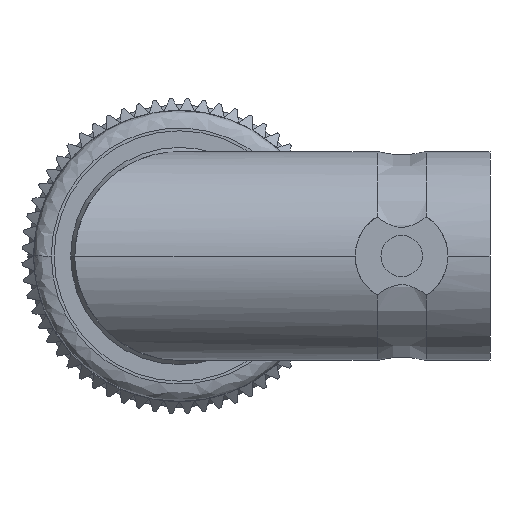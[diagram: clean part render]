
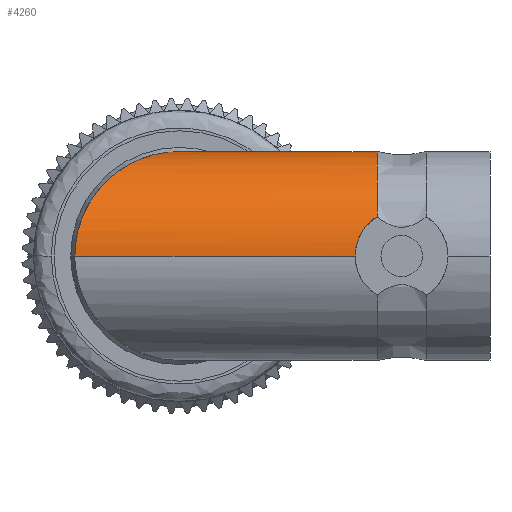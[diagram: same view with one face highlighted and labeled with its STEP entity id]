
A CAD part, left-side view. The second image highlights one B-rep face of the part: STEP entity #4260.
In plain terms, the highlighted cylindrical face has radius 4.801 mm (diameter 9.601 mm), a partial arc.
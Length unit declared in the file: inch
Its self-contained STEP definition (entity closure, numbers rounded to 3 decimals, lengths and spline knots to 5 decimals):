
#288 = LINE ( 'NONE', #12065, #8734 ) ;
#430 =( BOUNDED_CURVE ( )  B_SPLINE_CURVE ( 3, ( #9118, #6656, #3006, #9169 ),
 .UNSPECIFIED., .F., .F. ) 
 B_SPLINE_CURVE_WITH_KNOTS ( ( 4, 4 ),
 ( 1.5708, 3.14159 ),
 .UNSPECIFIED. ) 
 CURVE ( )  GEOMETRIC_REPRESENTATION_ITEM ( )  RATIONAL_B_SPLINE_CURVE ( ( 1., 0.805, 0.805, 1. ) ) 
 REPRESENTATION_ITEM ( '' )  );
#959 = ORIENTED_EDGE ( 'NONE', *, *, #1899, .F. ) ;
#987 = ORIENTED_EDGE ( 'NONE', *, *, #14852, .T. ) ;
#1000 = CARTESIAN_POINT ( 'NONE',  ( -0.189, 1.54623, 0. ) ) ;
#1159 = VERTEX_POINT ( 'NONE', #8105 ) ;
#1183 = CARTESIAN_POINT ( 'NONE',  ( -0.1871, -0.32285, 0.02757 ) ) ;
#1685 = CARTESIAN_POINT ( 'NONE',  ( 0.189, 1.54623, 0. ) ) ;
#1806 = CARTESIAN_POINT ( 'NONE',  ( 0.1886, -0.31939, 0.01404 ) ) ;
#1843 = ORIENTED_EDGE ( 'NONE', *, *, #8211, .T. ) ;
#1862 = FACE_OUTER_BOUND ( 'NONE', #7066, .T. ) ;
#1899 = EDGE_CURVE ( 'NONE', #7889, #2225, #11100, .T. ) ;
#2039 = CARTESIAN_POINT ( 'NONE',  ( -0.11071, 0.11071, 0.189 ) ) ;
#2199 = DIRECTION ( 'NONE',  ( 0., 1., 0. ) ) ;
#2225 = VERTEX_POINT ( 'NONE', #6750 ) ;
#2441 = CARTESIAN_POINT ( 'NONE',  ( -0.18337, -0.33202, 0.04621 ) ) ;
#2600 = CARTESIAN_POINT ( 'NONE',  ( -0.189, 0.189, 0. ) ) ;
#2647 = CARTESIAN_POINT ( 'NONE',  ( 0., 1.54623, 0. ) ) ;
#2651 = AXIS2_PLACEMENT_3D ( 'NONE', #14926, #10143, #11346 ) ;
#2669 = EDGE_CURVE ( 'NONE', #6924, #10560, #10001, .T. ) ;
#2747 = DIRECTION ( 'NONE',  ( 0., 1., 0. ) ) ;
#2990 = ORIENTED_EDGE ( 'NONE', *, *, #6415, .F. ) ;
#3006 = CARTESIAN_POINT ( 'NONE',  ( 0.189, -0.189, 0.11071 ) ) ;
#3257 = CARTESIAN_POINT ( 'NONE',  ( -0.189, 0.189, 0.11071 ) ) ;
#3490 = ORIENTED_EDGE ( 'NONE', *, *, #15525, .T. ) ;
#3663 = AXIS2_PLACEMENT_3D ( 'NONE', #2647, #2747, #11497 ) ;
#4260 = ADVANCED_FACE ( 'NONE', ( #1862 ), #4858, .T. ) ;
#4505 = DIRECTION ( 'NONE',  ( 0., -1., 0. ) ) ;
#4858 = CYLINDRICAL_SURFACE ( 'NONE', #3663, 0.189 ) ;
#5049 = CARTESIAN_POINT ( 'NONE',  ( -0.1755, -0.35629, 0.07015 ) ) ;
#5403 = DIRECTION ( 'NONE',  ( 0., 1., 0. ) ) ;
#5699 = CARTESIAN_POINT ( 'NONE',  ( 0.18599, -0.32545, 0.03414 ) ) ;
#5874 = EDGE_CURVE ( 'NONE', #15695, #12803, #288, .T. ) ;
#6209 = CARTESIAN_POINT ( 'NONE',  ( -0.189, -0.3185, 0.0071 ) ) ;
#6415 = EDGE_CURVE ( 'NONE', #14172, #7889, #9724, .T. ) ;
#6656 = CARTESIAN_POINT ( 'NONE',  ( 0.11071, -0.11071, 0.189 ) ) ;
#6750 = CARTESIAN_POINT ( 'NONE',  ( 0., 0., 0.189 ) ) ;
#6822 = EDGE_CURVE ( 'NONE', #2225, #1159, #430, .T. ) ;
#6924 = VERTEX_POINT ( 'NONE', #9387 ) ;
#7061 = VECTOR ( 'NONE', #5403, 39.37008 ) ;
#7066 = EDGE_LOOP ( 'NONE', ( #2990, #15916, #12391, #3490, #12580, #1843, #987, #9583, #959 ) ) ;
#7800 = CIRCLE ( 'NONE', #2651, 0.189 ) ;
#7846 = CARTESIAN_POINT ( 'NONE',  ( -0.1755, -0.35629, 0.07015 ) ) ;
#7872 = EDGE_CURVE ( 'NONE', #14172, #15695, #11124, .T. ) ;
#7889 = VERTEX_POINT ( 'NONE', #2600 ) ;
#8105 = CARTESIAN_POINT ( 'NONE',  ( 0.189, -0.189, 0. ) ) ;
#8121 = CARTESIAN_POINT ( 'NONE',  ( 0.1871, -0.32286, 0.02762 ) ) ;
#8211 = EDGE_CURVE ( 'NONE', #10560, #12923, #12298, .T. ) ;
#8224 = CARTESIAN_POINT ( 'NONE',  ( 0.1755, -0.35629, 0.07015 ) ) ;
#8718 = CARTESIAN_POINT ( 'NONE',  ( -0.186, -0.32544, 0.03413 ) ) ;
#8734 = VECTOR ( 'NONE', #4505, 39.37008 ) ;
#8769 = CARTESIAN_POINT ( 'NONE',  ( -0.17702, -0.35051, 0.06634 ) ) ;
#8987 = LINE ( 'NONE', #1685, #7061 ) ;
#9118 = CARTESIAN_POINT ( 'NONE',  ( 0., 0., 0.189 ) ) ;
#9169 = CARTESIAN_POINT ( 'NONE',  ( 0.189, -0.189, 0. ) ) ;
#9191 = VECTOR ( 'NONE', #10231, 39.37008 ) ;
#9387 = CARTESIAN_POINT ( 'NONE',  ( 0.1755, -0.35811, 0.07015 ) ) ;
#9472 = CARTESIAN_POINT ( 'NONE',  ( -0.189, 0.189, 0. ) ) ;
#9479 = CARTESIAN_POINT ( 'NONE',  ( 0.17702, -0.35051, 0.06634 ) ) ;
#9583 = ORIENTED_EDGE ( 'NONE', *, *, #6822, .F. ) ;
#9588 = CARTESIAN_POINT ( 'NONE',  ( 0.189, -0.3185, 0. ) ) ;
#9724 = LINE ( 'NONE', #1000, #11277 ) ;
#9983 = CARTESIAN_POINT ( 'NONE',  ( -0.1886, -0.31939, 0.01403 ) ) ;
#10001 = LINE ( 'NONE', #14025, #9191 ) ;
#10143 = DIRECTION ( 'NONE',  ( 0., 1., 0. ) ) ;
#10231 = DIRECTION ( 'NONE',  ( 0., 1., 0. ) ) ;
#10360 = CARTESIAN_POINT ( 'NONE',  ( 0.1755, -0.35629, 0.07015 ) ) ;
#10560 = VERTEX_POINT ( 'NONE', #10360 ) ;
#10634 = CARTESIAN_POINT ( 'NONE',  ( 0.189, -0.3185, 0.0071 ) ) ;
#10692 = CARTESIAN_POINT ( 'NONE',  ( 0.18182, -0.33608, 0.05187 ) ) ;
#11100 =( BOUNDED_CURVE ( )  B_SPLINE_CURVE ( 3, ( #9472, #3257, #2039, #12109 ),
 .UNSPECIFIED., .F., .F. ) 
 B_SPLINE_CURVE_WITH_KNOTS ( ( 4, 4 ),
 ( 0., 1.5708 ),
 .UNSPECIFIED. ) 
 CURVE ( )  GEOMETRIC_REPRESENTATION_ITEM ( )  RATIONAL_B_SPLINE_CURVE ( ( 1., 0.805, 0.805, 1. ) ) 
 REPRESENTATION_ITEM ( '' )  );
#11124 = B_SPLINE_CURVE_WITH_KNOTS ( 'NONE', 3,
 ( #12457, #6209, #9983, #1183, #8718, #2441, #11283, #11232, #8769, #5049 ),
 .UNSPECIFIED., .F., .F.,
 ( 4, 2, 2, 2, 4 ),
 ( 0.00213, 0.00266, 0.0032, 0.00373, 0.00426 ),
 .UNSPECIFIED. ) ;
#11232 = CARTESIAN_POINT ( 'NONE',  ( -0.17865, -0.34533, 0.06192 ) ) ;
#11277 = VECTOR ( 'NONE', #2199, 39.37008 ) ;
#11283 = CARTESIAN_POINT ( 'NONE',  ( -0.18181, -0.33609, 0.05189 ) ) ;
#11306 = CARTESIAN_POINT ( 'NONE',  ( -0.189, -0.3185, 0. ) ) ;
#11346 = DIRECTION ( 'NONE',  ( 1., 0., 0. ) ) ;
#11497 = DIRECTION ( 'NONE',  ( 1., 0., 0. ) ) ;
#11888 = CARTESIAN_POINT ( 'NONE',  ( 0.17865, -0.34533, 0.06192 ) ) ;
#12065 = CARTESIAN_POINT ( 'NONE',  ( -0.1755, 1.54623, 0.07015 ) ) ;
#12109 = CARTESIAN_POINT ( 'NONE',  ( 0., 0., 0.189 ) ) ;
#12298 = B_SPLINE_CURVE_WITH_KNOTS ( 'NONE', 3,
 ( #8224, #9479, #11888, #10692, #13267, #5699, #8121, #1806, #10634, #9588 ),
 .UNSPECIFIED., .F., .F.,
 ( 4, 2, 2, 2, 4 ),
 ( -0.00213, -0.0016, -0.00107, -0.00053, 0. ),
 .UNSPECIFIED. ) ;
#12391 = ORIENTED_EDGE ( 'NONE', *, *, #5874, .T. ) ;
#12457 = CARTESIAN_POINT ( 'NONE',  ( -0.189, -0.3185, 0. ) ) ;
#12580 = ORIENTED_EDGE ( 'NONE', *, *, #2669, .T. ) ;
#12803 = VERTEX_POINT ( 'NONE', #16023 ) ;
#12923 = VERTEX_POINT ( 'NONE', #13521 ) ;
#13267 = CARTESIAN_POINT ( 'NONE',  ( 0.18337, -0.33201, 0.0462 ) ) ;
#13521 = CARTESIAN_POINT ( 'NONE',  ( 0.189, -0.3185, 0. ) ) ;
#14025 = CARTESIAN_POINT ( 'NONE',  ( 0.1755, 1.54623, 0.07015 ) ) ;
#14172 = VERTEX_POINT ( 'NONE', #11306 ) ;
#14852 = EDGE_CURVE ( 'NONE', #12923, #1159, #8987, .T. ) ;
#14926 = CARTESIAN_POINT ( 'NONE',  ( 0., -0.35811, 0. ) ) ;
#15525 = EDGE_CURVE ( 'NONE', #12803, #6924, #7800, .T. ) ;
#15695 = VERTEX_POINT ( 'NONE', #7846 ) ;
#15916 = ORIENTED_EDGE ( 'NONE', *, *, #7872, .T. ) ;
#16023 = CARTESIAN_POINT ( 'NONE',  ( -0.1755, -0.35811, 0.07015 ) ) ;
